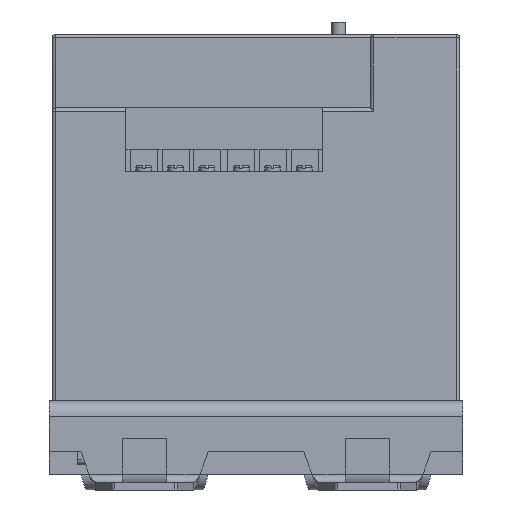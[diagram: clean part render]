
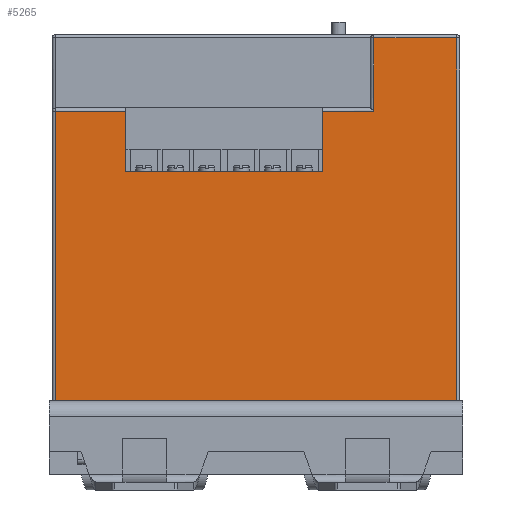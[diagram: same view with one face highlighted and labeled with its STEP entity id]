
A CAD part, front view. The second image highlights one B-rep face of the part: STEP entity #5265.
In plain terms, the highlighted planar face has unit normal (0, -1, 0).
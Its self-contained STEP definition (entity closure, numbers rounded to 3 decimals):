
#208 = ORIENTED_EDGE ( 'NONE', *, *, #12707, .F. ) ;
#301 = EDGE_CURVE ( 'NONE', #13074, #5393, #10644, .T. ) ;
#331 = CARTESIAN_POINT ( 'NONE',  ( 84.923, -87.5, 57.5 ) ) ;
#422 = CARTESIAN_POINT ( 'NONE',  ( 127., -87.5, -57.5 ) ) ;
#462 = DIRECTION ( 'NONE',  ( 0., 0., -1. ) ) ;
#483 = CARTESIAN_POINT ( 'NONE',  ( 128., -87.5, 56.5 ) ) ;
#729 = ORIENTED_EDGE ( 'NONE', *, *, #7063, .T. ) ;
#897 = VERTEX_POINT ( 'NONE', #422 ) ;
#1096 = VECTOR ( 'NONE', #13959, 1000. ) ;
#1175 = VERTEX_POINT ( 'NONE', #3467 ) ;
#1193 = CARTESIAN_POINT ( 'NONE',  ( 85., -87.5, 22.5 ) ) ;
#1234 = DIRECTION ( 'NONE',  ( 0., 0., -1. ) ) ;
#1297 = CARTESIAN_POINT ( 'NONE',  ( 1., -87.5, -57.5 ) ) ;
#1414 = DIRECTION ( 'NONE',  ( -1., 0., 0. ) ) ;
#1594 = CARTESIAN_POINT ( 'NONE',  ( 23., -87.5, 14.5 ) ) ;
#1667 = ORIENTED_EDGE ( 'NONE', *, *, #5849, .F. ) ;
#1750 = DIRECTION ( 'NONE',  ( -1., 0., 0. ) ) ;
#1832 = AXIS2_PLACEMENT_3D ( 'NONE', #11070, #3230, #7563 ) ;
#1894 = EDGE_LOOP ( 'NONE', ( #208, #729, #7166, #6795, #12537, #9628, #5917, #6010, #2385, #1667, #4717, #9521 ) ) ;
#2385 = ORIENTED_EDGE ( 'NONE', *, *, #8416, .T. ) ;
#2691 = CARTESIAN_POINT ( 'NONE',  ( 23., -87.5, 22.5 ) ) ;
#2708 = CARTESIAN_POINT ( 'NONE',  ( 101., -87.5, 33.5 ) ) ;
#2942 = CARTESIAN_POINT ( 'NONE',  ( 1., -87.5, -57.5 ) ) ;
#3047 = DIRECTION ( 'NONE',  ( 1., 0., 0. ) ) ;
#3114 = LINE ( 'NONE', #9664, #12125 ) ;
#3230 = DIRECTION ( 'NONE',  ( 0., 1., 0. ) ) ;
#3267 = EDGE_CURVE ( 'NONE', #897, #11551, #3114, .T. ) ;
#3299 = CARTESIAN_POINT ( 'NONE',  ( 127., -87.5, 56.5 ) ) ;
#3318 = LINE ( 'NONE', #9659, #8090 ) ;
#3467 = CARTESIAN_POINT ( 'NONE',  ( 23., -87.5, 33.5 ) ) ;
#3614 = DIRECTION ( 'NONE',  ( -1., 0., 0. ) ) ;
#4041 = VECTOR ( 'NONE', #11735, 1000. ) ;
#4043 = EDGE_CURVE ( 'NONE', #7316, #11551, #11510, .T. ) ;
#4386 = LINE ( 'NONE', #1193, #1096 ) ;
#4451 = VERTEX_POINT ( 'NONE', #8442 ) ;
#4686 = LINE ( 'NONE', #2691, #8894 ) ;
#4717 = ORIENTED_EDGE ( 'NONE', *, *, #11879, .F. ) ;
#4743 = VECTOR ( 'NONE', #462, 1000. ) ;
#4961 = LINE ( 'NONE', #8298, #4041 ) ;
#5218 = CARTESIAN_POINT ( 'NONE',  ( 101., -87.5, 57.5 ) ) ;
#5265 = ADVANCED_FACE ( 'NONE', ( #6697 ), #10998, .F. ) ;
#5393 = VERTEX_POINT ( 'NONE', #2708 ) ;
#5849 = EDGE_CURVE ( 'NONE', #4451, #8328, #4686, .T. ) ;
#5917 = ORIENTED_EDGE ( 'NONE', *, *, #301, .T. ) ;
#6010 = ORIENTED_EDGE ( 'NONE', *, *, #10943, .T. ) ;
#6196 = VERTEX_POINT ( 'NONE', #1594 ) ;
#6214 = VECTOR ( 'NONE', #1234, 1000. ) ;
#6241 = LINE ( 'NONE', #10816, #9034 ) ;
#6697 = FACE_OUTER_BOUND ( 'NONE', #1894, .T. ) ;
#6716 = CARTESIAN_POINT ( 'NONE',  ( 1., -87.5, 33.5 ) ) ;
#6795 = ORIENTED_EDGE ( 'NONE', *, *, #3267, .F. ) ;
#6821 = VERTEX_POINT ( 'NONE', #11240 ) ;
#7063 = EDGE_CURVE ( 'NONE', #1175, #7316, #4961, .T. ) ;
#7075 = LINE ( 'NONE', #331, #4743 ) ;
#7166 = ORIENTED_EDGE ( 'NONE', *, *, #4043, .T. ) ;
#7316 = VERTEX_POINT ( 'NONE', #6716 ) ;
#7563 = DIRECTION ( 'NONE',  ( 0., 0., 1. ) ) ;
#7624 = CARTESIAN_POINT ( 'NONE',  ( 23., -87.5, 22.5 ) ) ;
#7834 = LINE ( 'NONE', #7624, #6214 ) ;
#8090 = VECTOR ( 'NONE', #13878, 1000. ) ;
#8229 = VECTOR ( 'NONE', #9568, 1000. ) ;
#8298 = CARTESIAN_POINT ( 'NONE',  ( 128., -87.5, 33.5 ) ) ;
#8328 = VERTEX_POINT ( 'NONE', #13102 ) ;
#8416 = EDGE_CURVE ( 'NONE', #11190, #8328, #7075, .T. ) ;
#8442 = CARTESIAN_POINT ( 'NONE',  ( 85., -87.5, 22.5 ) ) ;
#8894 = VECTOR ( 'NONE', #3614, 1000. ) ;
#9034 = VECTOR ( 'NONE', #3047, 1000. ) ;
#9145 = CARTESIAN_POINT ( 'NONE',  ( 128., -87.5, 33.5 ) ) ;
#9420 = DIRECTION ( 'NONE',  ( 0., 0., -1. ) ) ;
#9521 = ORIENTED_EDGE ( 'NONE', *, *, #9893, .F. ) ;
#9568 = DIRECTION ( 'NONE',  ( 0., 0., -1. ) ) ;
#9582 = VECTOR ( 'NONE', #9420, 1000. ) ;
#9628 = ORIENTED_EDGE ( 'NONE', *, *, #13292, .T. ) ;
#9659 = CARTESIAN_POINT ( 'NONE',  ( 127., -87.5, 57.5 ) ) ;
#9664 = CARTESIAN_POINT ( 'NONE',  ( 128., -87.5, -57.5 ) ) ;
#9893 = EDGE_CURVE ( 'NONE', #6196, #6821, #6241, .T. ) ;
#10271 = VERTEX_POINT ( 'NONE', #3299 ) ;
#10644 = LINE ( 'NONE', #5218, #8229 ) ;
#10659 = EDGE_CURVE ( 'NONE', #897, #10271, #3318, .T. ) ;
#10816 = CARTESIAN_POINT ( 'NONE',  ( 23., -87.5, 14.5 ) ) ;
#10933 = CARTESIAN_POINT ( 'NONE',  ( 84.923, -87.5, 33.5 ) ) ;
#10943 = EDGE_CURVE ( 'NONE', #5393, #11190, #12662, .T. ) ;
#10998 = PLANE ( 'NONE',  #1832 ) ;
#11070 = CARTESIAN_POINT ( 'NONE',  ( 128., -87.5, 57.5 ) ) ;
#11091 = VECTOR ( 'NONE', #1750, 1000. ) ;
#11190 = VERTEX_POINT ( 'NONE', #10933 ) ;
#11236 = VECTOR ( 'NONE', #1414, 1000. ) ;
#11240 = CARTESIAN_POINT ( 'NONE',  ( 85., -87.5, 14.5 ) ) ;
#11510 = LINE ( 'NONE', #2942, #9582 ) ;
#11551 = VERTEX_POINT ( 'NONE', #1297 ) ;
#11735 = DIRECTION ( 'NONE',  ( -1., 0., 0. ) ) ;
#11879 = EDGE_CURVE ( 'NONE', #6821, #4451, #4386, .T. ) ;
#12125 = VECTOR ( 'NONE', #12960, 1000. ) ;
#12537 = ORIENTED_EDGE ( 'NONE', *, *, #10659, .T. ) ;
#12662 = LINE ( 'NONE', #9145, #11091 ) ;
#12707 = EDGE_CURVE ( 'NONE', #1175, #6196, #7834, .T. ) ;
#12960 = DIRECTION ( 'NONE',  ( -1., 0., 0. ) ) ;
#13074 = VERTEX_POINT ( 'NONE', #13328 ) ;
#13102 = CARTESIAN_POINT ( 'NONE',  ( 84.923, -87.5, 22.5 ) ) ;
#13292 = EDGE_CURVE ( 'NONE', #10271, #13074, #13603, .T. ) ;
#13328 = CARTESIAN_POINT ( 'NONE',  ( 101., -87.5, 56.5 ) ) ;
#13603 = LINE ( 'NONE', #483, #11236 ) ;
#13878 = DIRECTION ( 'NONE',  ( 0., 0., 1. ) ) ;
#13959 = DIRECTION ( 'NONE',  ( 0., 0., 1. ) ) ;
